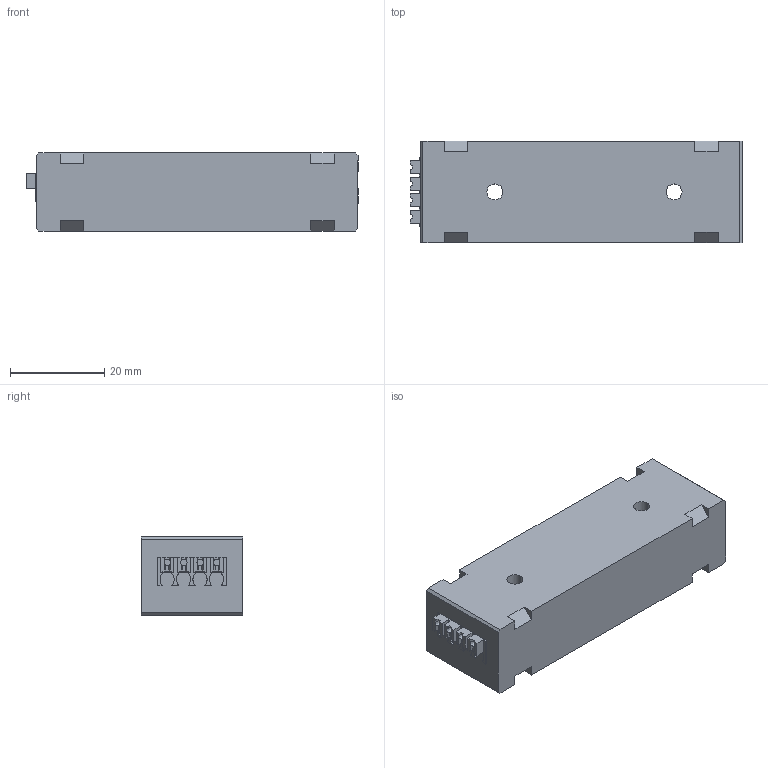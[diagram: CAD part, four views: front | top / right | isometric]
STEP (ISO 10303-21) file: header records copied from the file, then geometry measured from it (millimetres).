
FILE_DESCRIPTION(/* description */ ('STEP AP242','CAx-IF Rec.Pracs.---Representation and Presentation of Product Manufacturing Information (PMI)---4.0---2014-10-13','CAx-IF Rec.Pracs.---3D Tessellated Geometry---0.4---2014-09-14','2;1'),/* implementation_level */ '2;1');
FILE_NAME(/* name */ '66e5222ba4cd2a5e62ac8c1b',/* time_stamp */ '2024-09-14T05:42:03Z');
FILE_SCHEMA (('AP242_MANAGED_MODEL_BASED_3D_ENGINEERING_MIM_LF { 1 0 10303 442 1 1 4 }'));
Length unit declared in the file: metre
Products named in the file (1): 008-1-00-P-01-03
Bounding box: 70.61 x 21.6 x 16.6 mm (x, y, z)
Volume: 23656.3 mm3; surface area: 7404.6 mm2
Topology: 1 solids, 5 shells, 209 faces, 592 edges, 398 vertices
Faces by surface type: bspline 209
Entity records: 6994 total; most frequent: CARTESIAN_POINT 2141, ORIENTED_EDGE 1184, DIRECTION 692, EDGE_CURVE 592, LINE 446, VECTOR 446, VERTEX_POINT 398, EDGE_LOOP 218
